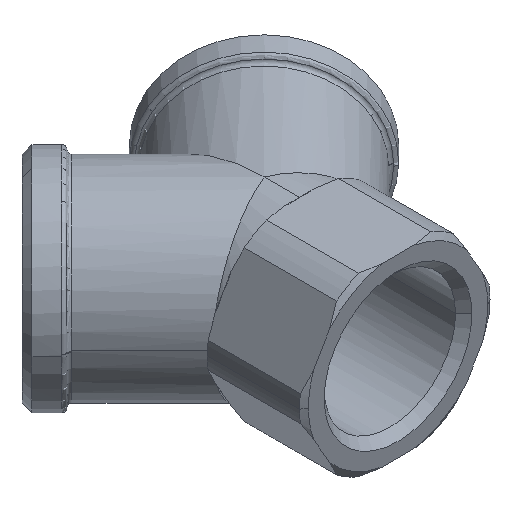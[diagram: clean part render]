
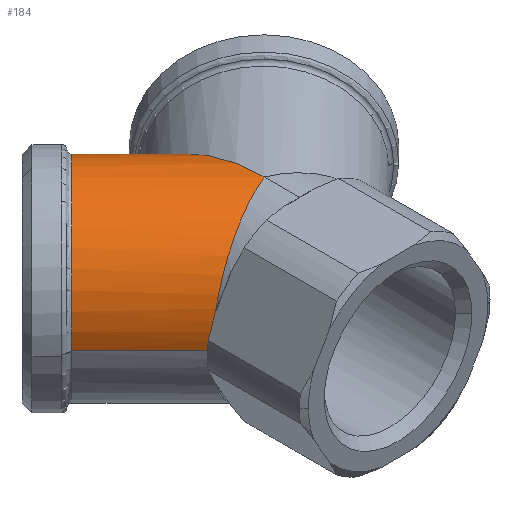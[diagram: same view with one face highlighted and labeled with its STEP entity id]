
A CAD part, isometric view. The second image highlights one B-rep face of the part: STEP entity #184.
In plain terms, the highlighted cylindrical face has radius 12.5 mm (diameter 25 mm), a partial arc.
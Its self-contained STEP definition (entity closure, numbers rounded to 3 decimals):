
#184=ADVANCED_FACE('',(#397),#398,.T.);
#397=FACE_OUTER_BOUND('',#633,.T.);
#398=CYLINDRICAL_SURFACE('',#634,12.5);
#633=EDGE_LOOP('',(#1132,#1133,#1134,#1135,#1136,#1137,#1138));
#634=AXIS2_PLACEMENT_3D('',#1139,#1140,#1141);
#1132=ORIENTED_EDGE('',*,*,#1488,.F.);
#1133=ORIENTED_EDGE('',*,*,#1623,.T.);
#1134=ORIENTED_EDGE('',*,*,#1649,.F.);
#1135=ORIENTED_EDGE('',*,*,#1458,.T.);
#1136=ORIENTED_EDGE('',*,*,#1491,.F.);
#1137=ORIENTED_EDGE('',*,*,#1620,.F.);
#1138=ORIENTED_EDGE('',*,*,#1650,.F.);
#1139=CARTESIAN_POINT('',(0.0,19.0,0.0));
#1140=DIRECTION('',(0.707,-0.707,0.0));
#1141=DIRECTION('',(-0.707,-0.707,0.0));
#1458=EDGE_CURVE('',#1717,#1751,#1753,.T.);
#1488=EDGE_CURVE('',#1805,#1806,#1807,.T.);
#1491=EDGE_CURVE('',#1810,#1751,#1812,.T.);
#1620=EDGE_CURVE('',#2009,#1810,#2011,.T.);
#1623=EDGE_CURVE('',#1805,#2013,#2015,.T.);
#1649=EDGE_CURVE('',#1717,#2013,#2050,.T.);
#1650=EDGE_CURVE('',#1806,#2009,#2051,.T.);
#1717=VERTEX_POINT('',#2123);
#1751=VERTEX_POINT('',#2178);
#1753=ELLIPSE('',#2181,17.678,12.5);
#1805=VERTEX_POINT('',#2265);
#1806=VERTEX_POINT('',#2266);
#1807=LINE('',#2267,#2268);
#1810=VERTEX_POINT('',#2271);
#1812=LINE('',#2273,#2274);
#2009=VERTEX_POINT('',#2583);
#2011=CIRCLE('',#2585,12.5);
#2013=VERTEX_POINT('',#2587);
#2015=ELLIPSE('',#2589,17.678,12.5);
#2050=ELLIPSE('',#2634,13.53,12.5);
#2051=CIRCLE('',#2635,12.5);
#2123=CARTESIAN_POINT('',(0.0,19.0,12.5));
#2178=CARTESIAN_POINT('',(0.0,36.678,0.));
#2181=AXIS2_PLACEMENT_3D('',#2840,#2841,#2842);
#2265=CARTESIAN_POINT('',(-12.678,14.0,0.));
#2266=CARTESIAN_POINT('',(-22.464,23.787,0.));
#2267=CARTESIAN_POINT('',(-8.839,10.161,0.));
#2268=VECTOR('',#2893,1.0);
#2271=CARTESIAN_POINT('',(-4.787,41.464,0.0));
#2273=CARTESIAN_POINT('',(8.839,27.839,0.));
#2274=VECTOR('',#2900,1.0);
#2583=CARTESIAN_POINT('',(-4.788,41.464,0.159));
#2585=AXIS2_PLACEMENT_3D('',#3124,#3125,#3126);
#2587=CARTESIAN_POINT('',(-12.071,14.0,3.246));
#2589=AXIS2_PLACEMENT_3D('',#3130,#3131,#3132);
#2634=AXIS2_PLACEMENT_3D('',#3164,#3165,#3166);
#2635=AXIS2_PLACEMENT_3D('',#3167,#3168,#3169);
#2840=CARTESIAN_POINT('',(0.0,19.0,0.0));
#2841=DIRECTION('',(-1.0,0.0,0.0));
#2842=DIRECTION('',(0.0,-1.0,0.0));
#2893=DIRECTION('',(-0.707,0.707,-0.0));
#2900=DIRECTION('',(0.707,-0.707,0.0));
#3124=CARTESIAN_POINT('',(-13.626,32.626,0.0));
#3125=DIRECTION('',(-0.707,0.707,0.0));
#3126=DIRECTION('',(-0.707,-0.707,0.0));
#3130=CARTESIAN_POINT('',(5.0,14.0,0.0));
#3131=DIRECTION('',(0.0,1.0,0.0));
#3132=DIRECTION('',(-1.0,0.0,0.0));
#3164=CARTESIAN_POINT('',(0.0,19.0,0.0));
#3165=DIRECTION('',(0.383,-0.924,0.0));
#3166=DIRECTION('',(-0.924,-0.383,0.0));
#3167=CARTESIAN_POINT('',(-13.626,32.626,0.0));
#3168=DIRECTION('',(-0.707,0.707,0.0));
#3169=DIRECTION('',(-0.707,-0.707,0.0));
